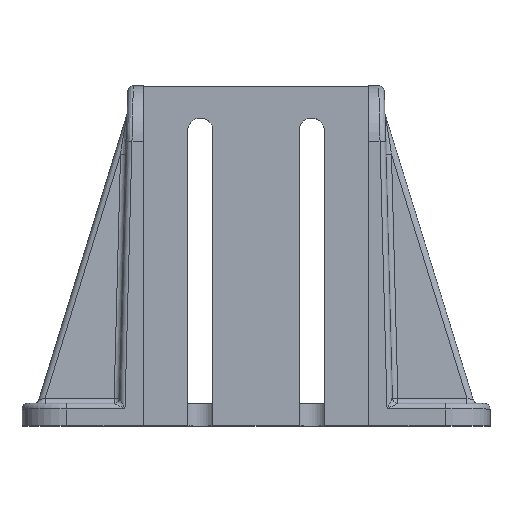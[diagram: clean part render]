
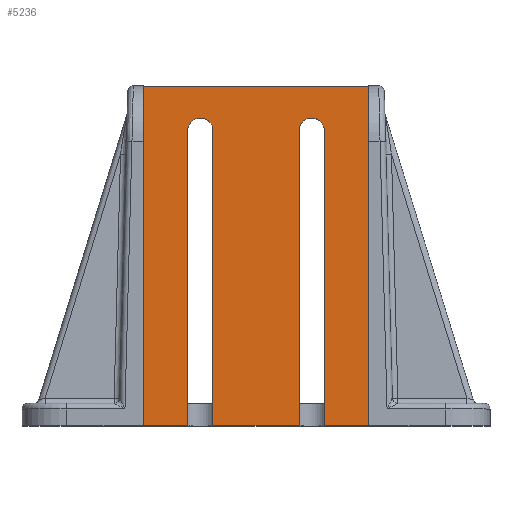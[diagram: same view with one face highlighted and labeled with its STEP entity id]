
A CAD part, top view. The second image highlights one B-rep face of the part: STEP entity #5236.
In plain terms, the highlighted planar face has unit normal (0, 0, 1).
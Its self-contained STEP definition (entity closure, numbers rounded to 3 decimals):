
#30 = CARTESIAN_POINT ( 'NONE',  ( 24.5, 0., 1.8 ) ) ;
#45 = CARTESIAN_POINT ( 'NONE',  ( -15.5, 106., 1.8 ) ) ;
#126 = ORIENTED_EDGE ( 'NONE', *, *, #5503, .F. ) ;
#130 = VERTEX_POINT ( 'NONE', #2659 ) ;
#186 = AXIS2_PLACEMENT_3D ( 'NONE', #5527, #2604, #2090 ) ;
#206 = CARTESIAN_POINT ( 'NONE',  ( 40.4, 8., 1.8 ) ) ;
#258 = CARTESIAN_POINT ( 'NONE',  ( -40.4, 8., 1.8 ) ) ;
#295 = DIRECTION ( 'NONE',  ( 0., 1., 0. ) ) ;
#311 = LINE ( 'NONE', #2049, #3621 ) ;
#348 = VERTEX_POINT ( 'NONE', #3934 ) ;
#387 = EDGE_CURVE ( 'NONE', #2492, #5050, #4848, .T. ) ;
#445 = AXIS2_PLACEMENT_3D ( 'NONE', #258, #1484, #4061 ) ;
#590 = CIRCLE ( 'NONE', #2405, 4.5 ) ;
#766 = VECTOR ( 'NONE', #4796, 1000. ) ;
#966 = ORIENTED_EDGE ( 'NONE', *, *, #3745, .F. ) ;
#989 = VECTOR ( 'NONE', #4910, 1000. ) ;
#1024 = DIRECTION ( 'NONE',  ( 0., 0., 1. ) ) ;
#1097 = ORIENTED_EDGE ( 'NONE', *, *, #387, .T. ) ;
#1109 = EDGE_CURVE ( 'NONE', #2903, #5050, #4198, .T. ) ;
#1111 = DIRECTION ( 'NONE',  ( 0., -1., 0. ) ) ;
#1126 = ORIENTED_EDGE ( 'NONE', *, *, #5289, .T. ) ;
#1232 = VECTOR ( 'NONE', #1111, 1000. ) ;
#1240 = CARTESIAN_POINT ( 'NONE',  ( -24.5, 0., 1.8 ) ) ;
#1248 = CARTESIAN_POINT ( 'NONE',  ( -24.5, 0., 1.8 ) ) ;
#1290 = LINE ( 'NONE', #1240, #4404 ) ;
#1430 = LINE ( 'NONE', #2749, #2495 ) ;
#1457 = DIRECTION ( 'NONE',  ( 1., 0., 0. ) ) ;
#1484 = DIRECTION ( 'NONE',  ( 0., 0., -1. ) ) ;
#1507 = LINE ( 'NONE', #4052, #989 ) ;
#1518 = CARTESIAN_POINT ( 'NONE',  ( -15.5, 0., 1.8 ) ) ;
#1634 = ORIENTED_EDGE ( 'NONE', *, *, #4780, .F. ) ;
#1725 = DIRECTION ( 'NONE',  ( 0., -1., 0. ) ) ;
#1783 = VECTOR ( 'NONE', #4803, 1000. ) ;
#1874 = ORIENTED_EDGE ( 'NONE', *, *, #4211, .T. ) ;
#1891 = PLANE ( 'NONE',  #445 ) ;
#1993 = ORIENTED_EDGE ( 'NONE', *, *, #3542, .T. ) ;
#2049 = CARTESIAN_POINT ( 'NONE',  ( -40.4, 8., 1.8 ) ) ;
#2074 = VERTEX_POINT ( 'NONE', #1248 ) ;
#2090 = DIRECTION ( 'NONE',  ( -1., 0., 0. ) ) ;
#2095 = EDGE_CURVE ( 'NONE', #2492, #348, #4274, .T. ) ;
#2106 = VERTEX_POINT ( 'NONE', #2906 ) ;
#2126 = ORIENTED_EDGE ( 'NONE', *, *, #2095, .F. ) ;
#2386 = CARTESIAN_POINT ( 'NONE',  ( -40.4, 0., 1.8 ) ) ;
#2405 = AXIS2_PLACEMENT_3D ( 'NONE', #4510, #1024, #5308 ) ;
#2451 = CARTESIAN_POINT ( 'NONE',  ( 24.5, 0., 1.8 ) ) ;
#2492 = VERTEX_POINT ( 'NONE', #30 ) ;
#2495 = VECTOR ( 'NONE', #3204, 1000. ) ;
#2604 = DIRECTION ( 'NONE',  ( 0., 0., 1. ) ) ;
#2659 = CARTESIAN_POINT ( 'NONE',  ( -40.4, 122., 1.8 ) ) ;
#2683 = VECTOR ( 'NONE', #295, 1000. ) ;
#2749 = CARTESIAN_POINT ( 'NONE',  ( 15.5, 106., 1.8 ) ) ;
#2903 = VERTEX_POINT ( 'NONE', #5072 ) ;
#2906 = CARTESIAN_POINT ( 'NONE',  ( 15.5, 106., 1.8 ) ) ;
#2930 = EDGE_CURVE ( 'NONE', #2903, #130, #3141, .T. ) ;
#2989 = VERTEX_POINT ( 'NONE', #4422 ) ;
#3108 = CARTESIAN_POINT ( 'NONE',  ( -40.4, 0., 1.8 ) ) ;
#3116 = CARTESIAN_POINT ( 'NONE',  ( 161.835, 122., 1.8 ) ) ;
#3141 = LINE ( 'NONE', #3116, #1783 ) ;
#3204 = DIRECTION ( 'NONE',  ( 0., -1., 0. ) ) ;
#3509 = VERTEX_POINT ( 'NONE', #45 ) ;
#3542 = EDGE_CURVE ( 'NONE', #4666, #2074, #4066, .T. ) ;
#3550 = VERTEX_POINT ( 'NONE', #1518 ) ;
#3585 = EDGE_CURVE ( 'NONE', #4388, #2074, #1290, .T. ) ;
#3621 = VECTOR ( 'NONE', #5483, 1000. ) ;
#3662 = ORIENTED_EDGE ( 'NONE', *, *, #3585, .F. ) ;
#3745 = EDGE_CURVE ( 'NONE', #2106, #2989, #1430, .T. ) ;
#3778 = CARTESIAN_POINT ( 'NONE',  ( -24.5, 106., 1.8 ) ) ;
#3859 = EDGE_CURVE ( 'NONE', #348, #2106, #590, .T. ) ;
#3934 = CARTESIAN_POINT ( 'NONE',  ( 24.5, 106., 1.8 ) ) ;
#4052 = CARTESIAN_POINT ( 'NONE',  ( -15.5, 106., 1.8 ) ) ;
#4061 = DIRECTION ( 'NONE',  ( -1., 0., 0. ) ) ;
#4066 = LINE ( 'NONE', #5400, #4752 ) ;
#4198 = LINE ( 'NONE', #206, #1232 ) ;
#4211 = EDGE_CURVE ( 'NONE', #3550, #2989, #5368, .T. ) ;
#4260 = VECTOR ( 'NONE', #1457, 1000. ) ;
#4274 = LINE ( 'NONE', #2451, #2683 ) ;
#4362 = ORIENTED_EDGE ( 'NONE', *, *, #2930, .T. ) ;
#4388 = VERTEX_POINT ( 'NONE', #3778 ) ;
#4404 = VECTOR ( 'NONE', #1725, 1000. ) ;
#4422 = CARTESIAN_POINT ( 'NONE',  ( 15.5, 0., 1.8 ) ) ;
#4510 = CARTESIAN_POINT ( 'NONE',  ( 20., 106., 1.8 ) ) ;
#4527 = CIRCLE ( 'NONE', #186, 4.5 ) ;
#4558 = EDGE_LOOP ( 'NONE', ( #1993, #3662, #1634, #126, #1874, #966, #5499, #2126, #1097, #5573, #4362, #1126 ) ) ;
#4666 = VERTEX_POINT ( 'NONE', #5018 ) ;
#4752 = VECTOR ( 'NONE', #4928, 1000. ) ;
#4780 = EDGE_CURVE ( 'NONE', #3509, #4388, #4527, .T. ) ;
#4796 = DIRECTION ( 'NONE',  ( 1., 0., 0. ) ) ;
#4803 = DIRECTION ( 'NONE',  ( -1., 0., 0. ) ) ;
#4848 = LINE ( 'NONE', #3108, #766 ) ;
#4910 = DIRECTION ( 'NONE',  ( 0., 1., 0. ) ) ;
#4928 = DIRECTION ( 'NONE',  ( 1., 0., 0. ) ) ;
#5018 = CARTESIAN_POINT ( 'NONE',  ( -40.4, 0., 1.8 ) ) ;
#5050 = VERTEX_POINT ( 'NONE', #5463 ) ;
#5072 = CARTESIAN_POINT ( 'NONE',  ( 40.4, 122., 1.8 ) ) ;
#5236 = ADVANCED_FACE ( 'NONE', ( #5311 ), #1891, .F. ) ;
#5289 = EDGE_CURVE ( 'NONE', #130, #4666, #311, .T. ) ;
#5308 = DIRECTION ( 'NONE',  ( 1., 0., 0. ) ) ;
#5311 = FACE_OUTER_BOUND ( 'NONE', #4558, .T. ) ;
#5368 = LINE ( 'NONE', #2386, #4260 ) ;
#5400 = CARTESIAN_POINT ( 'NONE',  ( -40.4, 0., 1.8 ) ) ;
#5463 = CARTESIAN_POINT ( 'NONE',  ( 40.4, 0., 1.8 ) ) ;
#5483 = DIRECTION ( 'NONE',  ( 0., -1., 0. ) ) ;
#5499 = ORIENTED_EDGE ( 'NONE', *, *, #3859, .F. ) ;
#5503 = EDGE_CURVE ( 'NONE', #3550, #3509, #1507, .T. ) ;
#5527 = CARTESIAN_POINT ( 'NONE',  ( -20., 106., 1.8 ) ) ;
#5573 = ORIENTED_EDGE ( 'NONE', *, *, #1109, .F. ) ;
